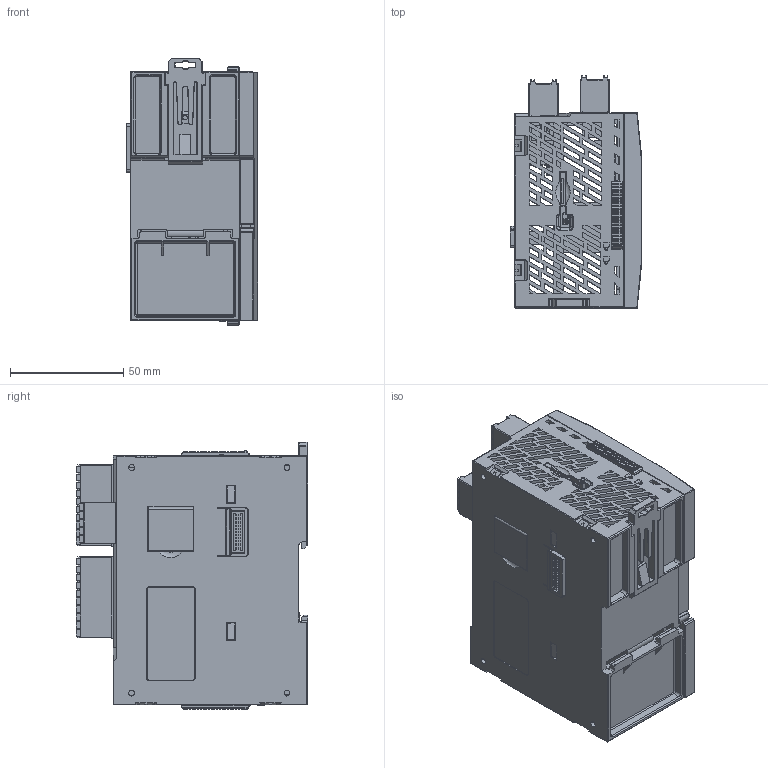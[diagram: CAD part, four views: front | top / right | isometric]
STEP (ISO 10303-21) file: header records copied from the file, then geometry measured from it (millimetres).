
FILE_DESCRIPTION((''),'2;1');
FILE_NAME('RT-RM510-STEP','2024-06-20T13:44:05',('ruiwe'),(''),'CREO PARAMETRIC BY PTC INC, 2021063','CREO PARAMETRIC BY PTC INC, 2021063','');
FILE_SCHEMA(('CONFIG_CONTROL_DESIGN','SHAPE_APPEARANCE_LAYERS_GROUPS'));
Products named in the file (1): RT-RM510-STEP
Bounding box: 58 x 102.3 x 118.05 mm (x, y, z)
Volume: 173599.3 mm3; surface area: 169533.4 mm2
Topology: 82 solids, 82 shells, 7332 faces, 19513 edges, 12389 vertices
Faces by surface type: plane 5043, cylinder 1516, cone 297, torus 197, bspline 156, sphere 114, extrusion 6, revolution 3
Entity records: 285668 total; most frequent: CARTESIAN_POINT 60964, ORIENTED_EDGE 39018, DIRECTION 35525, EDGE_CURVE 19509, VECTOR 15486, LINE 15480, VERTEX_POINT 12389, AXIS2_PLACEMENT_3D 10018
